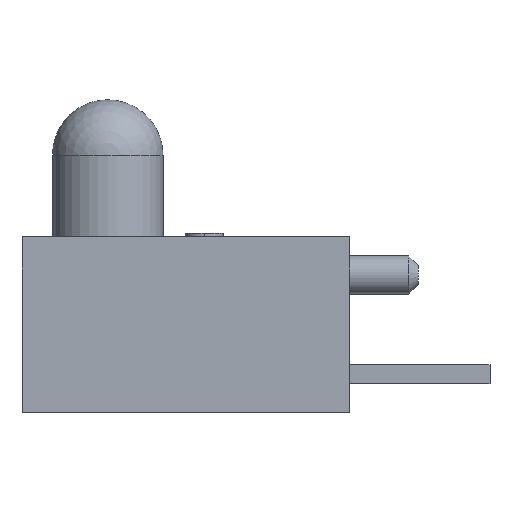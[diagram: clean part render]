
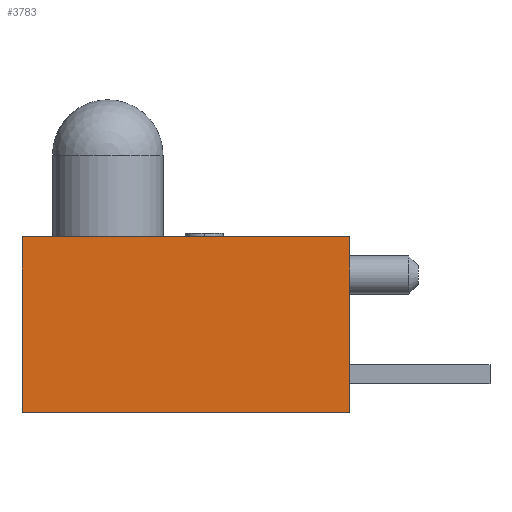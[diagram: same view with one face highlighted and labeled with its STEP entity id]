
A CAD part, left-side view. The second image highlights one B-rep face of the part: STEP entity #3783.
In plain terms, the highlighted planar face has unit normal (-1, 0, 0).
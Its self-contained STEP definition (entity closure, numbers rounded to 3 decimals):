
#3553 = VERTEX_POINT ( 'NONE', #14183 ) ;
#3618 = EDGE_CURVE ( 'NONE', #3553, #3619, #14387, .T. ) ;
#3619 = VERTEX_POINT ( 'NONE', #14382 ) ;
#3755 = VERTEX_POINT ( 'NONE', #14763 ) ;
#3757 = EDGE_CURVE ( 'NONE', #3553, #3755, #14762, .T. ) ;
#3782 = EDGE_CURVE ( 'NONE', #3619, #3791, #14812, .T. ) ;
#3783 = ADVANCED_FACE ( 'NONE', ( #14807 ), #14851, .F. ) ;
#3784 = EDGE_LOOP ( 'NONE', ( #3785, #3786, #3787, #3788 ) ) ;
#3785 = ORIENTED_EDGE ( 'NONE', *, *, #3793, .T. ) ;
#3786 = ORIENTED_EDGE ( 'NONE', *, *, #3782, .F. ) ;
#3787 = ORIENTED_EDGE ( 'NONE', *, *, #3618, .F. ) ;
#3788 = ORIENTED_EDGE ( 'NONE', *, *, #3757, .T. ) ;
#3791 = VERTEX_POINT ( 'NONE', #14842 ) ;
#3793 = EDGE_CURVE ( 'NONE', #3755, #3791, #14840, .T. ) ;
#14183 = CARTESIAN_POINT ( 'NONE',  ( -2.3, 4.3, 2.3 ) ) ;
#14382 = CARTESIAN_POINT ( 'NONE',  ( -2.3, -4.3, 2.3 ) ) ;
#14384 = DIRECTION ( 'NONE',  ( 0., -1., 0. ) ) ;
#14385 = VECTOR ( 'NONE', #14384, 1000. ) ;
#14386 = CARTESIAN_POINT ( 'NONE',  ( -2.3, 0.459, 2.3 ) ) ;
#14387 = LINE ( 'NONE', #14386, #14385 ) ;
#14759 = DIRECTION ( 'NONE',  ( 0., 0., -1. ) ) ;
#14760 = VECTOR ( 'NONE', #14759, 1000. ) ;
#14761 = CARTESIAN_POINT ( 'NONE',  ( -2.3, 4.3, -8.4 ) ) ;
#14762 = LINE ( 'NONE', #14761, #14760 ) ;
#14763 = CARTESIAN_POINT ( 'NONE',  ( -2.3, 4.3, -2.3 ) ) ;
#14807 = FACE_OUTER_BOUND ( 'NONE', #3784, .T. ) ;
#14808 = DIRECTION ( 'NONE',  ( 0., 0., -1. ) ) ;
#14809 = VECTOR ( 'NONE', #14808, 1000. ) ;
#14810 = CARTESIAN_POINT ( 'NONE',  ( -2.3, -4.3, -8.4 ) ) ;
#14812 = LINE ( 'NONE', #14810, #14809 ) ;
#14837 = DIRECTION ( 'NONE',  ( 0., -1., 0. ) ) ;
#14838 = VECTOR ( 'NONE', #14837, 1000. ) ;
#14839 = CARTESIAN_POINT ( 'NONE',  ( -2.3, 0.459, -2.3 ) ) ;
#14840 = LINE ( 'NONE', #14839, #14838 ) ;
#14842 = CARTESIAN_POINT ( 'NONE',  ( -2.3, -4.3, -2.3 ) ) ;
#14846 = DIRECTION ( 'NONE',  ( 0., 0., -1. ) ) ;
#14847 = DIRECTION ( 'NONE',  ( 1., 0., 0. ) ) ;
#14848 = CARTESIAN_POINT ( 'NONE',  ( -2.3, 0.459, -8.4 ) ) ;
#14849 = AXIS2_PLACEMENT_3D ( 'NONE', #14848, #14847, #14846 ) ;
#14851 = PLANE ( 'NONE',  #14849 ) ;
